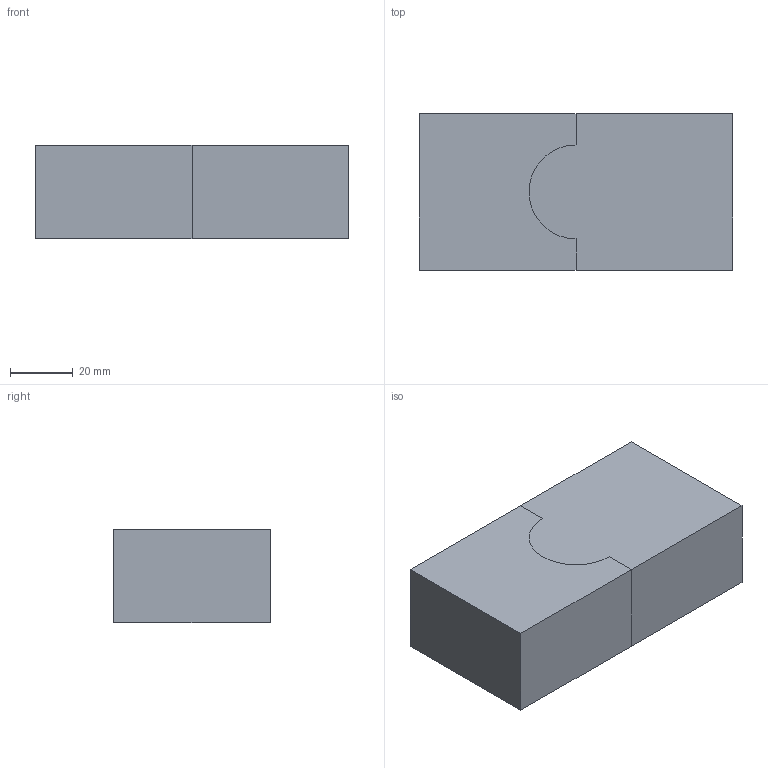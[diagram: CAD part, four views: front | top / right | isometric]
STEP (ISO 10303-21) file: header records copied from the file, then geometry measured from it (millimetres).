
FILE_DESCRIPTION(/* description */ (''),/* implementation_level */ '2;1');
FILE_NAME(/* name */ 'CurvedContact.step',/* time_stamp */ '2025-04-27T16:18:07-05:00',/* author */ (''),/* organization */ (''),/* preprocessor_version */ 'ST-DEVELOPER v20.1',/* originating_system */ 'Autodesk Translation Framework v14.4.0.0',/* authorisation */ '');
FILE_SCHEMA (('AUTOMOTIVE_DESIGN { 1 0 10303 214 3 1 1 }'));
Length unit declared in the file: millimetre
Products named in the file (3): CurvedContact; Left; Right
Assembly tree (2 placements, depth 2):
  CurvedContact
    Left
    Right
Bounding box: 100 x 50 x 30 mm (x, y, z)
Volume: 150000 mm3; surface area: 23027.4 mm2
Topology: 2 solids, 2 shells, 16 faces, 36 edges, 24 vertices
Faces by surface type: plane 14, cylinder 2
Entity records: 529 total; most frequent: DIRECTION 82, CARTESIAN_POINT 81, ORIENTED_EDGE 72, EDGE_CURVE 36, LINE 32, VECTOR 32, AXIS2_PLACEMENT_3D 25, VERTEX_POINT 24
